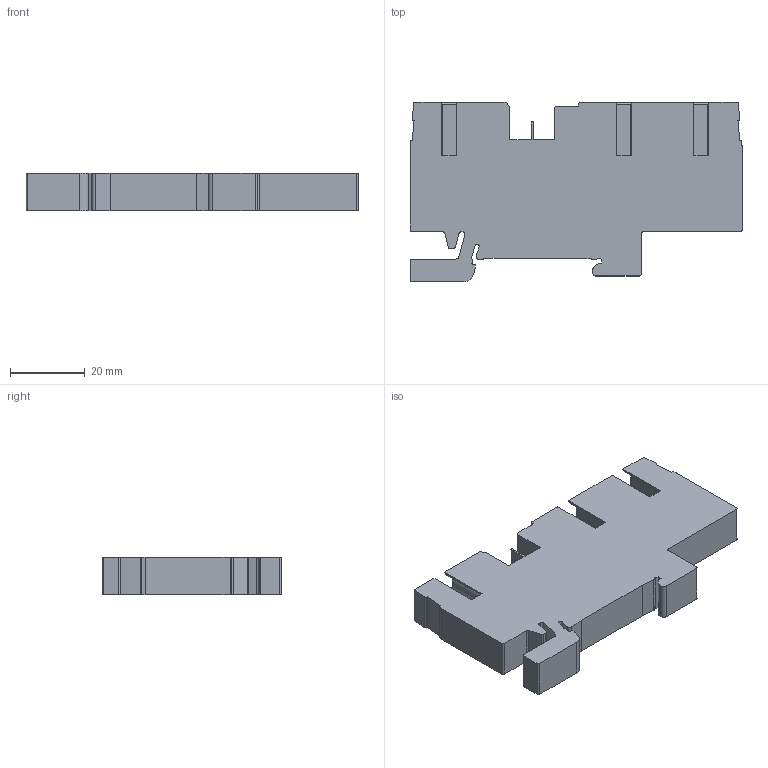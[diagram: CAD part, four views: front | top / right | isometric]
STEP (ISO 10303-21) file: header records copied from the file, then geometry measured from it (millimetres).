
FILE_DESCRIPTION((''),'2;1');
FILE_NAME('PRK10_ISO_3A','2019-10-18T',('Christian Carl'),(''),'CREO PARAMETRIC BY PTC INC, 2016380','CREO PARAMETRIC BY PTC INC, 2016380','');
FILE_SCHEMA(('CONFIG_CONTROL_DESIGN'));
Length unit declared in the file: millimetre
Products named in the file (1): PRK10_ISO_3A
Bounding box: 88.9 x 48 x 10.1 mm (x, y, z)
Volume: 27263.5 mm3; surface area: 14237.3 mm2
Topology: 1 solids, 7 shells, 318 faces, 855 edges, 558 vertices
Faces by surface type: plane 183, cylinder 108, cone 27
Entity records: 9991 total; most frequent: CARTESIAN_POINT 1832, ORIENTED_EDGE 1710, DIRECTION 1692, EDGE_CURVE 855, VECTOR 598, LINE 598, VERTEX_POINT 558, AXIS2_PLACEMENT_3D 547
